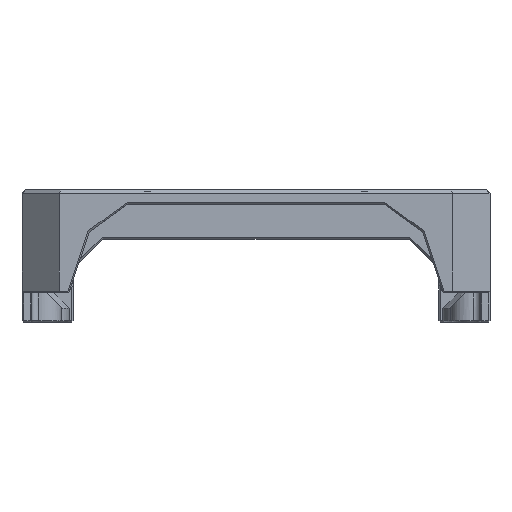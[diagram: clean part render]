
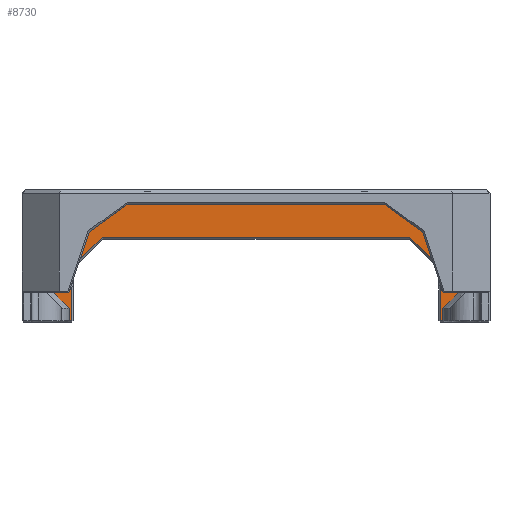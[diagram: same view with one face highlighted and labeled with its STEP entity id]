
A CAD part, front view. The second image highlights one B-rep face of the part: STEP entity #8730.
In plain terms, the highlighted planar face has unit normal (0, -1, 0).
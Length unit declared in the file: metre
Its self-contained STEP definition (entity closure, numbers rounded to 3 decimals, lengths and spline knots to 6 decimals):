
#73 = ORIENTED_EDGE ( 'NONE', *, *, #11589, .F. ) ;
#286 = DIRECTION ( 'NONE',  ( 0., 0., -1. ) ) ;
#413 = ORIENTED_EDGE ( 'NONE', *, *, #13501, .F. ) ;
#872 = CARTESIAN_POINT ( 'NONE',  ( -0.0569, 0.0525, 0.0016 ) ) ;
#918 = VECTOR ( 'NONE', #19945, 1. ) ;
#1012 = LINE ( 'NONE', #21044, #5124 ) ;
#1122 = VECTOR ( 'NONE', #15370, 1. ) ;
#1602 = VECTOR ( 'NONE', #4445, 1. ) ;
#1939 = CARTESIAN_POINT ( 'NONE',  ( 0.0474, 0.0525, -0.0265 ) ) ;
#2269 = LINE ( 'NONE', #13277, #8344 ) ;
#2737 = LINE ( 'NONE', #19651, #7662 ) ;
#2804 = DIRECTION ( 'NONE',  ( 1., 0., 0. ) ) ;
#2831 = CARTESIAN_POINT ( 'NONE',  ( -0.0474, 0.0525, -0.02825 ) ) ;
#2873 = DIRECTION ( 'NONE',  ( 0., 0., 1. ) ) ;
#3215 = DIRECTION ( 'NONE',  ( 0., 0., -1. ) ) ;
#3876 = EDGE_LOOP ( 'NONE', ( #4597, #6664, #21403, #22860, #5890, #14885, #73, #12766, #413, #17760, #8164, #9961, #23318, #10272, #16704, #16365, #4046, #9275 ) ) ;
#3907 = VERTEX_POINT ( 'NONE', #10445 ) ;
#3960 = CARTESIAN_POINT ( 'NONE',  ( -0.015283, 0.0525, 0.015283 ) ) ;
#3968 = CARTESIAN_POINT ( 'NONE',  ( 0.0468, 0.0525, -0.03 ) ) ;
#4046 = ORIENTED_EDGE ( 'NONE', *, *, #5108, .T. ) ;
#4119 = DIRECTION ( 'NONE',  ( 0., 0., 1. ) ) ;
#4315 = EDGE_CURVE ( 'NONE', #17013, #22541, #13660, .T. ) ;
#4445 = DIRECTION ( 'NONE',  ( 0.707, 0., -0.707 ) ) ;
#4463 = LINE ( 'NONE', #18991, #14776 ) ;
#4597 = ORIENTED_EDGE ( 'NONE', *, *, #10488, .T. ) ;
#4638 = CARTESIAN_POINT ( 'NONE',  ( -0.0474, 0.0525, -0.0296 ) ) ;
#4710 = EDGE_CURVE ( 'NONE', #13266, #15052, #19259, .T. ) ;
#4783 = VERTEX_POINT ( 'NONE', #5208 ) ;
#5104 = VERTEX_POINT ( 'NONE', #19236 ) ;
#5108 = EDGE_CURVE ( 'NONE', #20375, #17013, #10083, .T. ) ;
#5124 = VECTOR ( 'NONE', #8292, 1. ) ;
#5140 = EDGE_CURVE ( 'NONE', #15563, #10332, #8995, .T. ) ;
#5208 = CARTESIAN_POINT ( 'NONE',  ( -0.0569, 0.0525, 0.0016 ) ) ;
#5405 = DIRECTION ( 'NONE',  ( 0., 0., -1. ) ) ;
#5762 = CARTESIAN_POINT ( 'NONE',  ( 0.0524, 0.0525, -0.0215 ) ) ;
#5890 = ORIENTED_EDGE ( 'NONE', *, *, #9598, .F. ) ;
#6100 = DIRECTION ( 'NONE',  ( 0., 0., -1. ) ) ;
#6242 = VECTOR ( 'NONE', #7326, 1. ) ;
#6415 = CARTESIAN_POINT ( 'NONE',  ( 0.0474, 0.0525, -0.0296 ) ) ;
#6664 = ORIENTED_EDGE ( 'NONE', *, *, #19791, .T. ) ;
#7083 = CARTESIAN_POINT ( 'NONE',  ( 0.0569, 0.0525, -0.011 ) ) ;
#7326 = DIRECTION ( 'NONE',  ( 1., 0., 0. ) ) ;
#7540 = B_SPLINE_CURVE_WITH_KNOTS ( 'NONE', 1,
 ( #17188, #10316 ),
 .UNSPECIFIED., .F., .F.,
 ( 2, 2 ),
 ( 0.000718, 0.007789 ),
 .UNSPECIFIED. ) ;
#7541 = CARTESIAN_POINT ( 'NONE',  ( 0.0569, 0.0525, 0.0016 ) ) ;
#7650 = DIRECTION ( 'NONE',  ( 0., 1., 0. ) ) ;
#7662 = VECTOR ( 'NONE', #3215, 1. ) ;
#7822 = VERTEX_POINT ( 'NONE', #7541 ) ;
#7944 = VECTOR ( 'NONE', #6100, 1. ) ;
#8164 = ORIENTED_EDGE ( 'NONE', *, *, #17152, .T. ) ;
#8178 = CARTESIAN_POINT ( 'NONE',  ( -0.0569, 0.0525, -0.011 ) ) ;
#8292 = DIRECTION ( 'NONE',  ( 1., 0., 0. ) ) ;
#8344 = VECTOR ( 'NONE', #9551, 1. ) ;
#8730 = ADVANCED_FACE ( 'NONE', ( #13074 ), #18850, .F. ) ;
#8865 = CARTESIAN_POINT ( 'NONE',  ( 0.0524, 0.0525, -0.011 ) ) ;
#8882 = LINE ( 'NONE', #20082, #6242 ) ;
#8995 = LINE ( 'NONE', #10926, #918 ) ;
#9275 = ORIENTED_EDGE ( 'NONE', *, *, #4315, .T. ) ;
#9460 = CARTESIAN_POINT ( 'NONE',  ( 0., 0.0525, 0. ) ) ;
#9551 = DIRECTION ( 'NONE',  ( 1., 0., 0. ) ) ;
#9598 = EDGE_CURVE ( 'NONE', #11456, #16415, #4463, .T. ) ;
#9793 = CARTESIAN_POINT ( 'NONE',  ( 0.039066, 0.0525, -0.0085 ) ) ;
#9961 = ORIENTED_EDGE ( 'NONE', *, *, #13580, .T. ) ;
#10083 = LINE ( 'NONE', #23194, #10869 ) ;
#10272 = ORIENTED_EDGE ( 'NONE', *, *, #10758, .T. ) ;
#10316 = CARTESIAN_POINT ( 'NONE',  ( -0.0474, 0.0525, -0.0265 ) ) ;
#10332 = VERTEX_POINT ( 'NONE', #15881 ) ;
#10445 = CARTESIAN_POINT ( 'NONE',  ( -0.0468, 0.0525, -0.0296 ) ) ;
#10488 = EDGE_CURVE ( 'NONE', #22541, #5104, #12952, .T. ) ;
#10758 = EDGE_CURVE ( 'NONE', #15052, #3907, #16055, .T. ) ;
#10869 = VECTOR ( 'NONE', #2804, 1. ) ;
#10926 = CARTESIAN_POINT ( 'NONE',  ( -0.0524, 0.0525, -0.011 ) ) ;
#10995 = VERTEX_POINT ( 'NONE', #6415 ) ;
#11056 = LINE ( 'NONE', #13204, #19392 ) ;
#11456 = VERTEX_POINT ( 'NONE', #8865 ) ;
#11527 = EDGE_CURVE ( 'NONE', #17084, #16415, #15597, .T. ) ;
#11589 = EDGE_CURVE ( 'NONE', #7822, #21800, #11617, .T. ) ;
#11617 = LINE ( 'NONE', #18614, #7944 ) ;
#12199 = LINE ( 'NONE', #17377, #15072 ) ;
#12766 = ORIENTED_EDGE ( 'NONE', *, *, #19951, .F. ) ;
#12932 = EDGE_CURVE ( 'NONE', #11456, #21800, #2269, .T. ) ;
#12952 = LINE ( 'NONE', #3968, #17881 ) ;
#13074 = FACE_OUTER_BOUND ( 'NONE', #3876, .T. ) ;
#13204 = CARTESIAN_POINT ( 'NONE',  ( -0.0468, 0.0525, -0.0164 ) ) ;
#13266 = VERTEX_POINT ( 'NONE', #18788 ) ;
#13277 = CARTESIAN_POINT ( 'NONE',  ( 0.0569, 0.0525, -0.011 ) ) ;
#13292 = DIRECTION ( 'NONE',  ( 0.707, 0., 0.707 ) ) ;
#13501 = EDGE_CURVE ( 'NONE', #15563, #4783, #19345, .T. ) ;
#13580 = EDGE_CURVE ( 'NONE', #19241, #13266, #7540, .T. ) ;
#13660 = LINE ( 'NONE', #21004, #1602 ) ;
#13835 = DIRECTION ( 'NONE',  ( 0., 0., -1. ) ) ;
#14033 = CARTESIAN_POINT ( 'NONE',  ( -0.039066, 0.0525, -0.0085 ) ) ;
#14122 = CARTESIAN_POINT ( 'NONE',  ( -0.0524, 0.0525, -0.0215 ) ) ;
#14776 = VECTOR ( 'NONE', #286, 1. ) ;
#14885 = ORIENTED_EDGE ( 'NONE', *, *, #12932, .T. ) ;
#15052 = VERTEX_POINT ( 'NONE', #4638 ) ;
#15072 = VECTOR ( 'NONE', #2873, 1. ) ;
#15370 = DIRECTION ( 'NONE',  ( 0., 0., 1. ) ) ;
#15563 = VERTEX_POINT ( 'NONE', #8178 ) ;
#15597 = B_SPLINE_CURVE_WITH_KNOTS ( 'NONE', 1,
 ( #1939, #5762 ),
 .UNSPECIFIED., .F., .F.,
 ( 2, 2 ),
 ( 0., 0.007071 ),
 .UNSPECIFIED. ) ;
#15881 = CARTESIAN_POINT ( 'NONE',  ( -0.0524, 0.0525, -0.011 ) ) ;
#15962 = VECTOR ( 'NONE', #13292, 1. ) ;
#16055 = LINE ( 'NONE', #16178, #23259 ) ;
#16178 = CARTESIAN_POINT ( 'NONE',  ( -0.0464, 0.0525, -0.0296 ) ) ;
#16338 = VERTEX_POINT ( 'NONE', #20941 ) ;
#16365 = ORIENTED_EDGE ( 'NONE', *, *, #23213, .T. ) ;
#16415 = VERTEX_POINT ( 'NONE', #23097 ) ;
#16526 = CARTESIAN_POINT ( 'NONE',  ( 0.0468, 0.0525, -0.016234 ) ) ;
#16673 = LINE ( 'NONE', #3960, #15962 ) ;
#16704 = ORIENTED_EDGE ( 'NONE', *, *, #22923, .T. ) ;
#17013 = VERTEX_POINT ( 'NONE', #9793 ) ;
#17084 = VERTEX_POINT ( 'NONE', #22660 ) ;
#17152 = EDGE_CURVE ( 'NONE', #10332, #19241, #2737, .T. ) ;
#17188 = CARTESIAN_POINT ( 'NONE',  ( -0.0524, 0.0525, -0.0215 ) ) ;
#17377 = CARTESIAN_POINT ( 'NONE',  ( 0.0474, 0.0525, -0.02825 ) ) ;
#17760 = ORIENTED_EDGE ( 'NONE', *, *, #5140, .T. ) ;
#17881 = VECTOR ( 'NONE', #5405, 1. ) ;
#18027 = VECTOR ( 'NONE', #13835, 1. ) ;
#18614 = CARTESIAN_POINT ( 'NONE',  ( 0.0569, 0.0525, 0.0016 ) ) ;
#18788 = CARTESIAN_POINT ( 'NONE',  ( -0.0474, 0.0525, -0.0265 ) ) ;
#18850 = PLANE ( 'NONE',  #22123 ) ;
#18991 = CARTESIAN_POINT ( 'NONE',  ( 0.0524, 0.0525, -0.0145 ) ) ;
#19236 = CARTESIAN_POINT ( 'NONE',  ( 0.0468, 0.0525, -0.0296 ) ) ;
#19241 = VERTEX_POINT ( 'NONE', #14122 ) ;
#19259 = LINE ( 'NONE', #2831, #18027 ) ;
#19307 = DIRECTION ( 'NONE',  ( 1., 0., 0. ) ) ;
#19345 = LINE ( 'NONE', #872, #1122 ) ;
#19392 = VECTOR ( 'NONE', #4119, 1. ) ;
#19651 = CARTESIAN_POINT ( 'NONE',  ( -0.0524, 0.0525, -0.0145 ) ) ;
#19791 = EDGE_CURVE ( 'NONE', #5104, #10995, #1012, .T. ) ;
#19945 = DIRECTION ( 'NONE',  ( 1., 0., 0. ) ) ;
#19951 = EDGE_CURVE ( 'NONE', #4783, #7822, #8882, .T. ) ;
#20082 = CARTESIAN_POINT ( 'NONE',  ( 0.0569, 0.0525, 0.0016 ) ) ;
#20106 = EDGE_CURVE ( 'NONE', #10995, #17084, #12199, .T. ) ;
#20375 = VERTEX_POINT ( 'NONE', #14033 ) ;
#20941 = CARTESIAN_POINT ( 'NONE',  ( -0.0468, 0.0525, -0.016234 ) ) ;
#21004 = CARTESIAN_POINT ( 'NONE',  ( 0.015283, 0.0525, 0.015283 ) ) ;
#21044 = CARTESIAN_POINT ( 'NONE',  ( 0.0474, 0.0525, -0.0296 ) ) ;
#21403 = ORIENTED_EDGE ( 'NONE', *, *, #20106, .T. ) ;
#21800 = VERTEX_POINT ( 'NONE', #7083 ) ;
#22123 = AXIS2_PLACEMENT_3D ( 'NONE', #9460, #7650, #22569 ) ;
#22541 = VERTEX_POINT ( 'NONE', #16526 ) ;
#22569 = DIRECTION ( 'NONE',  ( 0., 0., 1. ) ) ;
#22660 = CARTESIAN_POINT ( 'NONE',  ( 0.0474, 0.0525, -0.0265 ) ) ;
#22860 = ORIENTED_EDGE ( 'NONE', *, *, #11527, .T. ) ;
#22923 = EDGE_CURVE ( 'NONE', #3907, #16338, #11056, .T. ) ;
#23097 = CARTESIAN_POINT ( 'NONE',  ( 0.0524, 0.0525, -0.0215 ) ) ;
#23194 = CARTESIAN_POINT ( 'NONE',  ( 0.0389, 0.0525, -0.0085 ) ) ;
#23213 = EDGE_CURVE ( 'NONE', #16338, #20375, #16673, .T. ) ;
#23259 = VECTOR ( 'NONE', #19307, 1. ) ;
#23318 = ORIENTED_EDGE ( 'NONE', *, *, #4710, .T. ) ;
